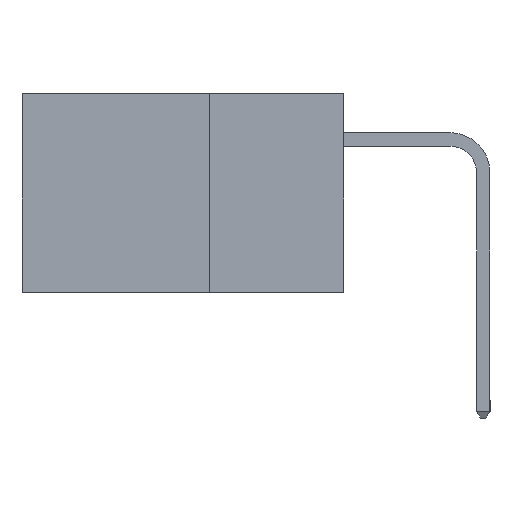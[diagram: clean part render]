
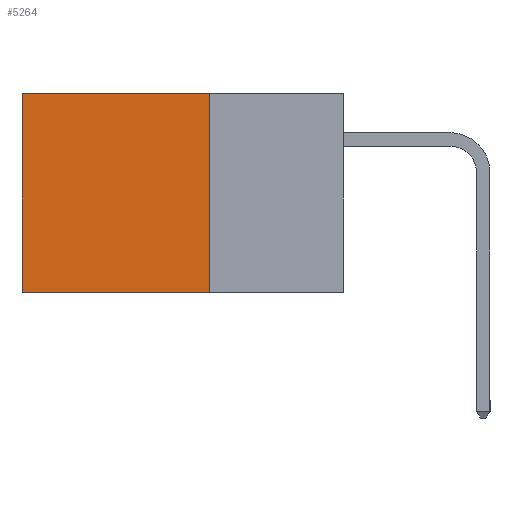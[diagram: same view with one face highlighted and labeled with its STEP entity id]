
A CAD part, left-side view. The second image highlights one B-rep face of the part: STEP entity #5264.
In plain terms, the highlighted planar face has unit normal (-1, 0, 0).
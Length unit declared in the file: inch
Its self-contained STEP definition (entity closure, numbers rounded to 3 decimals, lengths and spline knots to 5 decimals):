
#42 = VECTOR ( 'NONE', #6412, 39.37008 ) ;
#204 = PLANE ( 'NONE',  #7378 ) ;
#641 = VERTEX_POINT ( 'NONE', #3182 ) ;
#1069 = DIRECTION ( 'NONE',  ( 0., 0., -1. ) ) ;
#1114 = DIRECTION ( 'NONE',  ( 0., 0., -1. ) ) ;
#1334 = ORIENTED_EDGE ( 'NONE', *, *, #8976, .T. ) ;
#1374 = ORIENTED_EDGE ( 'NONE', *, *, #4616, .F. ) ;
#1395 = VERTEX_POINT ( 'NONE', #5540 ) ;
#1483 = VECTOR ( 'NONE', #1069, 39.37008 ) ;
#1579 = ORIENTED_EDGE ( 'NONE', *, *, #10216, .F. ) ;
#1597 = ORIENTED_EDGE ( 'NONE', *, *, #3293, .T. ) ;
#1754 = LINE ( 'NONE', #3309, #1483 ) ;
#2478 = VERTEX_POINT ( 'NONE', #8471 ) ;
#3182 = CARTESIAN_POINT ( 'NONE',  ( 0.2615, 0.6, -0.37 ) ) ;
#3293 = EDGE_CURVE ( 'NONE', #2478, #641, #1754, .T. ) ;
#3309 = CARTESIAN_POINT ( 'NONE',  ( 0.2615, 0.6, -0.37 ) ) ;
#4604 = LINE ( 'NONE', #5576, #42 ) ;
#4616 = EDGE_CURVE ( 'NONE', #1395, #8077, #6223, .T. ) ;
#4618 = EDGE_LOOP ( 'NONE', ( #1597, #1579, #1374, #1334 ) ) ;
#5264 = ADVANCED_FACE ( 'NONE', ( #6332 ), #204, .F. ) ;
#5540 = CARTESIAN_POINT ( 'NONE',  ( 0.2615, 0.25, 0. ) ) ;
#5576 = CARTESIAN_POINT ( 'NONE',  ( 0.2615, 0.25, -0.37 ) ) ;
#5965 = VECTOR ( 'NONE', #7651, 39.37008 ) ;
#6139 = CARTESIAN_POINT ( 'NONE',  ( 0.2615, 0.25, -0.37 ) ) ;
#6193 = DIRECTION ( 'NONE',  ( 1., 0., 0. ) ) ;
#6223 = LINE ( 'NONE', #6139, #5965 ) ;
#6332 = FACE_OUTER_BOUND ( 'NONE', #4618, .T. ) ;
#6412 = DIRECTION ( 'NONE',  ( 0., 1., 0. ) ) ;
#6780 = CARTESIAN_POINT ( 'NONE',  ( 0.2615, 0.25, -0.37 ) ) ;
#6839 = LINE ( 'NONE', #9193, #8550 ) ;
#7378 = AXIS2_PLACEMENT_3D ( 'NONE', #9097, #6193, #1114 ) ;
#7651 = DIRECTION ( 'NONE',  ( 0., 0., -1. ) ) ;
#7828 = DIRECTION ( 'NONE',  ( 0., 1., 0. ) ) ;
#8077 = VERTEX_POINT ( 'NONE', #6780 ) ;
#8471 = CARTESIAN_POINT ( 'NONE',  ( 0.2615, 0.6, 0. ) ) ;
#8550 = VECTOR ( 'NONE', #7828, 39.37008 ) ;
#8976 = EDGE_CURVE ( 'NONE', #1395, #2478, #6839, .T. ) ;
#9097 = CARTESIAN_POINT ( 'NONE',  ( 0.2615, 0.25, -0.37 ) ) ;
#9193 = CARTESIAN_POINT ( 'NONE',  ( 0.2615, 0.25, 0. ) ) ;
#10216 = EDGE_CURVE ( 'NONE', #8077, #641, #4604, .T. ) ;
